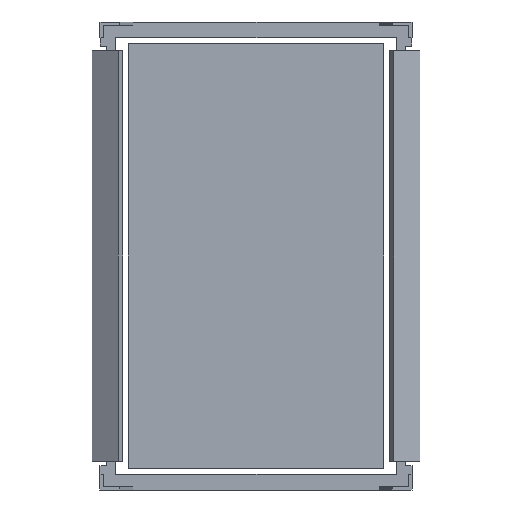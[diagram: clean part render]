
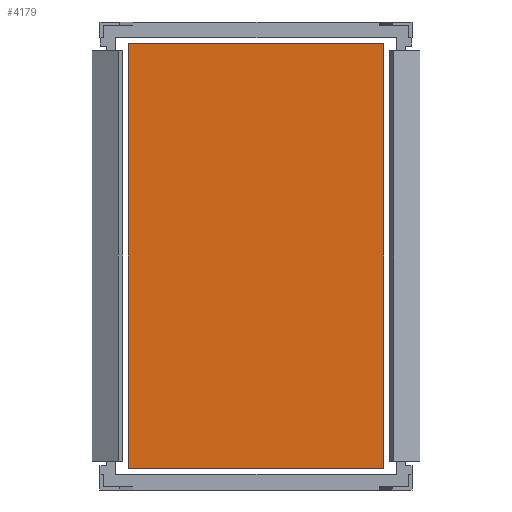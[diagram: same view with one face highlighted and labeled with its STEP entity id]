
A CAD part, front view. The second image highlights one B-rep face of the part: STEP entity #4179.
In plain terms, the highlighted planar face has unit normal (0, -1, 0).
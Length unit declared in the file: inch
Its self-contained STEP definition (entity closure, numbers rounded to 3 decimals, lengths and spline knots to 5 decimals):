
#464=FACE_OUTER_BOUND('',#740,.T.);
#740=EDGE_LOOP('',(#3695,#3696,#3697,#3698));
#1175=LINE('',#6796,#1633);
#1178=LINE('',#6802,#1636);
#1181=LINE('',#6808,#1639);
#1184=LINE('',#6812,#1642);
#1633=VECTOR('',#5576,0.3937);
#1636=VECTOR('',#5581,0.3937);
#1639=VECTOR('',#5586,0.3937);
#1642=VECTOR('',#5591,0.3937);
#2021=VERTEX_POINT('',#6793);
#2022=VERTEX_POINT('',#6795);
#2024=VERTEX_POINT('',#6801);
#2026=VERTEX_POINT('',#6807);
#2565=EDGE_CURVE('',#2022,#2021,#1175,.T.);
#2568=EDGE_CURVE('',#2024,#2022,#1178,.T.);
#2571=EDGE_CURVE('',#2026,#2024,#1181,.T.);
#2574=EDGE_CURVE('',#2021,#2026,#1184,.T.);
#3695=ORIENTED_EDGE('',*,*,#2574,.T.);
#3696=ORIENTED_EDGE('',*,*,#2571,.T.);
#3697=ORIENTED_EDGE('',*,*,#2568,.T.);
#3698=ORIENTED_EDGE('',*,*,#2565,.T.);
#3958=PLANE('',#4546);
#4179=ADVANCED_FACE('',(#464),#3958,.T.);
#4546=AXIS2_PLACEMENT_3D('',#6926,#5650,#5651);
#5576=DIRECTION('',(0.,0.,-1.));
#5581=DIRECTION('',(-1.,0.,0.));
#5586=DIRECTION('',(0.,0.,1.));
#5591=DIRECTION('',(1.,0.,0.));
#5650=DIRECTION('center_axis',(0.,-1.,0.));
#5651=DIRECTION('ref_axis',(0.,0.,-1.));
#6793=CARTESIAN_POINT('',(-4.1,-0.93155,-6.8));
#6795=CARTESIAN_POINT('',(-4.1,-0.93155,6.8));
#6796=CARTESIAN_POINT('',(-4.1,-0.93155,6.8));
#6801=CARTESIAN_POINT('',(4.1,-0.93155,6.8));
#6802=CARTESIAN_POINT('',(4.1,-0.93155,6.8));
#6807=CARTESIAN_POINT('',(4.1,-0.93155,-6.8));
#6808=CARTESIAN_POINT('',(4.1,-0.93155,-6.8));
#6812=CARTESIAN_POINT('',(-4.1,-0.93155,-6.8));
#6926=CARTESIAN_POINT('Origin',(0.,-0.93155,0.));
